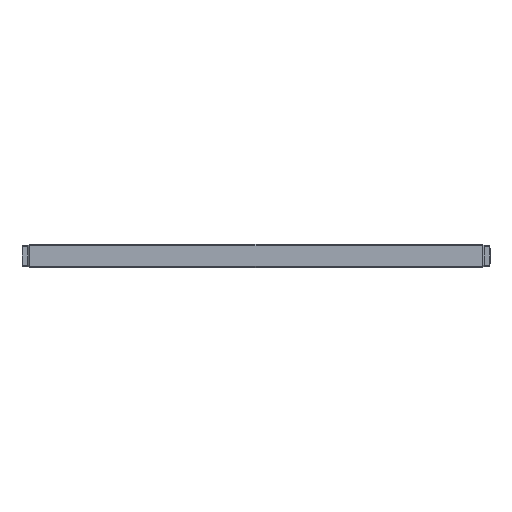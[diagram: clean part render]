
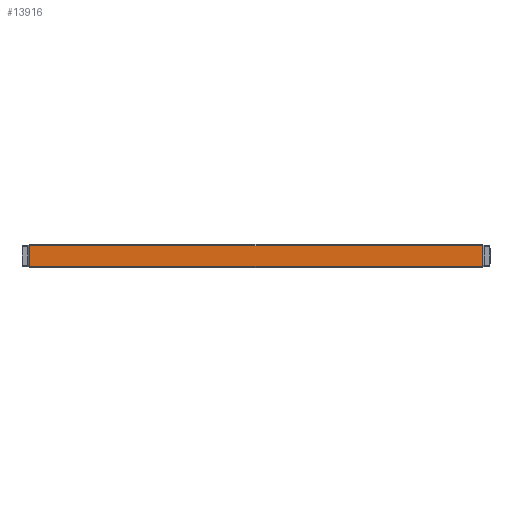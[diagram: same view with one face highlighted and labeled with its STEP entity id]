
A CAD part, front view. The second image highlights one B-rep face of the part: STEP entity #13916.
In plain terms, the highlighted planar face has unit normal (0, -1, 0).
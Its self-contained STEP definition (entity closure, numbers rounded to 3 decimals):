
#11077=FACE_OUTER_BOUND('',#25789,.T.);
#13916=ADVANCED_FACE('',(#11077),#17682,.T.);
#17682=PLANE('',#74796);
#25789=EDGE_LOOP('',(#31084,#31085,#31086,#31087,#31088,#31089,#31090,#31091));
#31084=ORIENTED_EDGE('',*,*,#55968,.T.);
#31085=ORIENTED_EDGE('',*,*,#55969,.F.);
#31086=ORIENTED_EDGE('',*,*,#55970,.T.);
#31087=ORIENTED_EDGE('',*,*,#55971,.T.);
#31088=ORIENTED_EDGE('',*,*,#55972,.T.);
#31089=ORIENTED_EDGE('',*,*,#55973,.F.);
#31090=ORIENTED_EDGE('',*,*,#55974,.T.);
#31091=ORIENTED_EDGE('',*,*,#55975,.T.);
#49556=VERTEX_POINT('',#100817);
#49557=VERTEX_POINT('',#100818);
#49558=VERTEX_POINT('',#100820);
#49559=VERTEX_POINT('',#100822);
#49560=VERTEX_POINT('',#100824);
#49561=VERTEX_POINT('',#100826);
#49562=VERTEX_POINT('',#100828);
#49563=VERTEX_POINT('',#100830);
#55968=EDGE_CURVE('',#49556,#49557,#65119,.T.);
#55969=EDGE_CURVE('',#49558,#49557,#65120,.T.);
#55970=EDGE_CURVE('',#49558,#49559,#65121,.T.);
#55971=EDGE_CURVE('',#49559,#49560,#65122,.T.);
#55972=EDGE_CURVE('',#49560,#49561,#65123,.T.);
#55973=EDGE_CURVE('',#49562,#49561,#65124,.T.);
#55974=EDGE_CURVE('',#49562,#49563,#65125,.T.);
#55975=EDGE_CURVE('',#49563,#49556,#65126,.T.);
#65119=LINE('',#100816,#70047);
#65120=LINE('',#100819,#70048);
#65121=LINE('',#100821,#70049);
#65122=LINE('',#100823,#70050);
#65123=LINE('',#100825,#70051);
#65124=LINE('',#100827,#70052);
#65125=LINE('',#100829,#70053);
#65126=LINE('',#100831,#70054);
#70047=VECTOR('',#81774,1.);
#70048=VECTOR('',#81775,1.);
#70049=VECTOR('',#81776,1.);
#70050=VECTOR('',#81777,1.);
#70051=VECTOR('',#81778,1.);
#70052=VECTOR('',#81779,1.);
#70053=VECTOR('',#81780,1.);
#70054=VECTOR('',#81781,1.);
#74796=AXIS2_PLACEMENT_3D('',#100832,#81782,#81783);
#81774=DIRECTION('',(-1.,0.,0.));
#81775=DIRECTION('',(0.577,0.,0.816));
#81776=DIRECTION('',(0.,0.,-1.));
#81777=DIRECTION('',(0.577,0.,-0.816));
#81778=DIRECTION('',(1.,0.,0.));
#81779=DIRECTION('',(-0.577,0.,-0.816));
#81780=DIRECTION('',(0.,0.,1.));
#81781=DIRECTION('',(-0.577,0.,0.816));
#81782=DIRECTION('',(0.,-1.,0.));
#81783=DIRECTION('',(-1.,0.,0.));
#100816=CARTESIAN_POINT('',(-87.5,-4.5,4.));
#100817=CARTESIAN_POINT('',(86.8,-4.5,4.));
#100818=CARTESIAN_POINT('',(-86.8,-4.5,4.));
#100819=CARTESIAN_POINT('',(-87.082,-4.5,3.601));
#100820=CARTESIAN_POINT('',(-87.,-4.5,3.717));
#100821=CARTESIAN_POINT('',(-87.,-4.5,-4.));
#100822=CARTESIAN_POINT('',(-87.,-4.5,-3.717));
#100823=CARTESIAN_POINT('',(-91.04,-4.5,1.997));
#100824=CARTESIAN_POINT('',(-86.8,-4.5,-4.));
#100825=CARTESIAN_POINT('',(-87.5,-4.5,-4.));
#100826=CARTESIAN_POINT('',(86.8,-4.5,-4.));
#100827=CARTESIAN_POINT('',(87.082,-4.5,-3.601));
#100828=CARTESIAN_POINT('',(87.,-4.5,-3.717));
#100829=CARTESIAN_POINT('',(87.,-4.5,4.5));
#100830=CARTESIAN_POINT('',(87.,-4.5,3.717));
#100831=CARTESIAN_POINT('',(28.464,-4.5,86.499));
#100832=CARTESIAN_POINT('',(-87.5,-4.5,4.5));
